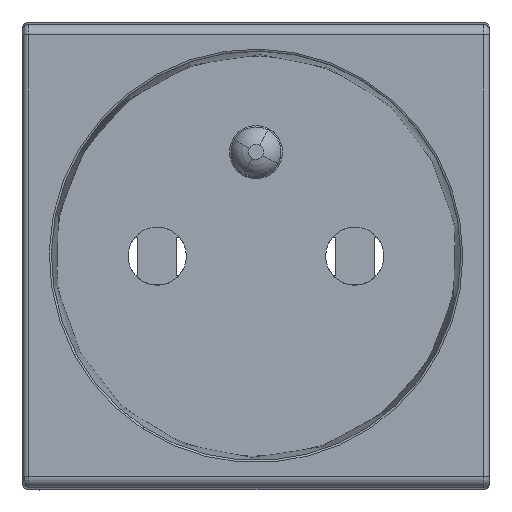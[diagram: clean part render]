
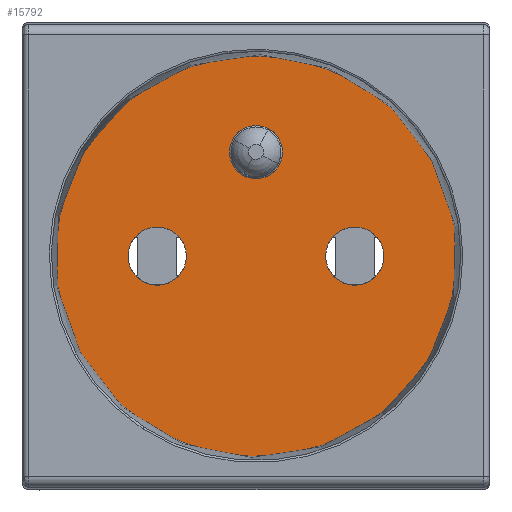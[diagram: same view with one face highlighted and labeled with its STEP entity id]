
A CAD part, top view. The second image highlights one B-rep face of the part: STEP entity #15792.
In plain terms, the highlighted planar face has unit normal (0, 0, 1).
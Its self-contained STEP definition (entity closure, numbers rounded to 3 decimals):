
#15621=AXIS2_PLACEMENT_3D('Circle Axis2P3D',#15619,#15620,$) ;
#15646=AXIS2_PLACEMENT_3D('Circle Axis2P3D',#15644,#15645,$) ;
#15671=AXIS2_PLACEMENT_3D('Circle Axis2P3D',#15669,#15670,$) ;
#15696=AXIS2_PLACEMENT_3D('Circle Axis2P3D',#15694,#15695,$) ;
#15721=AXIS2_PLACEMENT_3D('Circle Axis2P3D',#15719,#15720,$) ;
#15746=AXIS2_PLACEMENT_3D('Circle Axis2P3D',#15744,#15745,$) ;
#15760=AXIS2_PLACEMENT_3D('Plane Axis2P3D',#15757,#15758,#15759) ;
#15764=AXIS2_PLACEMENT_3D('Circle Axis2P3D',#15762,#15763,$) ;
#15773=AXIS2_PLACEMENT_3D('Circle Axis2P3D',#15771,#15772,$) ;
#15616=CARTESIAN_POINT('Vertex',(10.2,22.5,23.4)) ;
#15619=CARTESIAN_POINT('Axis2P3D Location',(13.,22.5,23.4)) ;
#15623=CARTESIAN_POINT('Vertex',(15.8,22.5,23.4)) ;
#15644=CARTESIAN_POINT('Axis2P3D Location',(13.,22.5,23.4)) ;
#15666=CARTESIAN_POINT('Vertex',(34.8,22.5,23.4)) ;
#15669=CARTESIAN_POINT('Axis2P3D Location',(32.,22.5,23.4)) ;
#15673=CARTESIAN_POINT('Vertex',(29.2,22.5,23.4)) ;
#15694=CARTESIAN_POINT('Axis2P3D Location',(32.,22.5,23.4)) ;
#15716=CARTESIAN_POINT('Vertex',(25.05,32.5,23.4)) ;
#15719=CARTESIAN_POINT('Axis2P3D Location',(22.5,32.5,23.4)) ;
#15723=CARTESIAN_POINT('Vertex',(19.95,32.5,23.4)) ;
#15744=CARTESIAN_POINT('Axis2P3D Location',(22.5,32.5,23.4)) ;
#15757=CARTESIAN_POINT('Axis2P3D Location',(22.5,22.5,23.4)) ;
#15762=CARTESIAN_POINT('Axis2P3D Location',(22.5,22.5,23.4)) ;
#15766=CARTESIAN_POINT('Vertex',(5.598,13.267,23.4)) ;
#15768=CARTESIAN_POINT('Vertex',(39.402,31.734,23.4)) ;
#15771=CARTESIAN_POINT('Axis2P3D Location',(22.5,22.5,23.4)) ;
#15620=DIRECTION('Axis2P3D Direction',(0.,0.,-1.)) ;
#15645=DIRECTION('Axis2P3D Direction',(0.,0.,-1.)) ;
#15670=DIRECTION('Axis2P3D Direction',(0.,0.,-1.)) ;
#15695=DIRECTION('Axis2P3D Direction',(0.,0.,-1.)) ;
#15720=DIRECTION('Axis2P3D Direction',(0.,0.,-1.)) ;
#15745=DIRECTION('Axis2P3D Direction',(0.,0.,-1.)) ;
#15758=DIRECTION('Axis2P3D Direction',(0.,0.,-1.)) ;
#15759=DIRECTION('Axis2P3D XDirection',(0.,-1.,0.)) ;
#15763=DIRECTION('Axis2P3D Direction',(0.,0.,-1.)) ;
#15772=DIRECTION('Axis2P3D Direction',(0.,0.,-1.)) ;
#15777=ORIENTED_EDGE('',*,*,#15770,.T.) ;
#15778=ORIENTED_EDGE('',*,*,#15775,.T.) ;
#15781=ORIENTED_EDGE('',*,*,#15698,.T.) ;
#15782=ORIENTED_EDGE('',*,*,#15675,.T.) ;
#15785=ORIENTED_EDGE('',*,*,#15625,.T.) ;
#15786=ORIENTED_EDGE('',*,*,#15648,.T.) ;
#15789=ORIENTED_EDGE('',*,*,#15748,.T.) ;
#15790=ORIENTED_EDGE('',*,*,#15725,.T.) ;
#15783=FACE_BOUND('',#15780,.T.) ;
#15787=FACE_BOUND('',#15784,.T.) ;
#15791=FACE_BOUND('',#15788,.T.) ;
#15792=ADVANCED_FACE('Hauptk\X2\00F6\X0\rper',(#15779,#15783,#15787,#15791),#15761,.F.) ;
#15622=CIRCLE('generated circle',#15621,2.8) ;
#15647=CIRCLE('generated circle',#15646,2.8) ;
#15672=CIRCLE('generated circle',#15671,2.8) ;
#15697=CIRCLE('generated circle',#15696,2.8) ;
#15722=CIRCLE('generated circle',#15721,2.55) ;
#15747=CIRCLE('generated circle',#15746,2.55) ;
#15765=CIRCLE('generated circle',#15764,19.26) ;
#15774=CIRCLE('generated circle',#15773,19.26) ;
#15625=EDGE_CURVE('',#15624,#15617,#15622,.T.) ;
#15648=EDGE_CURVE('',#15617,#15624,#15647,.T.) ;
#15675=EDGE_CURVE('',#15674,#15667,#15672,.T.) ;
#15698=EDGE_CURVE('',#15667,#15674,#15697,.T.) ;
#15725=EDGE_CURVE('',#15724,#15717,#15722,.T.) ;
#15748=EDGE_CURVE('',#15717,#15724,#15747,.T.) ;
#15770=EDGE_CURVE('',#15767,#15769,#15765,.F.) ;
#15775=EDGE_CURVE('',#15769,#15767,#15774,.F.) ;
#15776=EDGE_LOOP('',(#15777,#15778)) ;
#15780=EDGE_LOOP('',(#15781,#15782)) ;
#15784=EDGE_LOOP('',(#15785,#15786)) ;
#15788=EDGE_LOOP('',(#15789,#15790)) ;
#15779=FACE_OUTER_BOUND('',#15776,.T.) ;
#15761=PLANE('',#15760) ;
#15617=VERTEX_POINT('',#15616) ;
#15624=VERTEX_POINT('',#15623) ;
#15667=VERTEX_POINT('',#15666) ;
#15674=VERTEX_POINT('',#15673) ;
#15717=VERTEX_POINT('',#15716) ;
#15724=VERTEX_POINT('',#15723) ;
#15767=VERTEX_POINT('',#15766) ;
#15769=VERTEX_POINT('',#15768) ;
